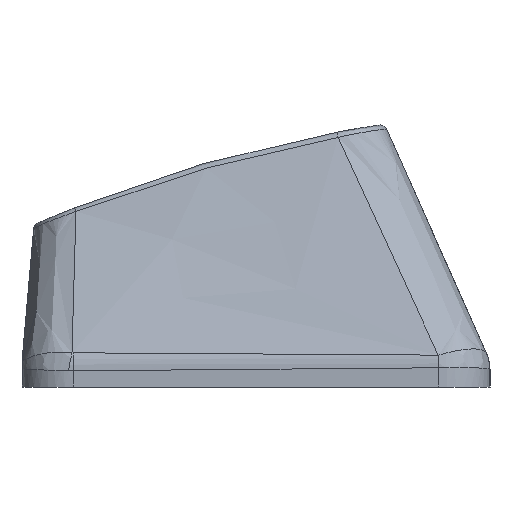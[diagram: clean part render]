
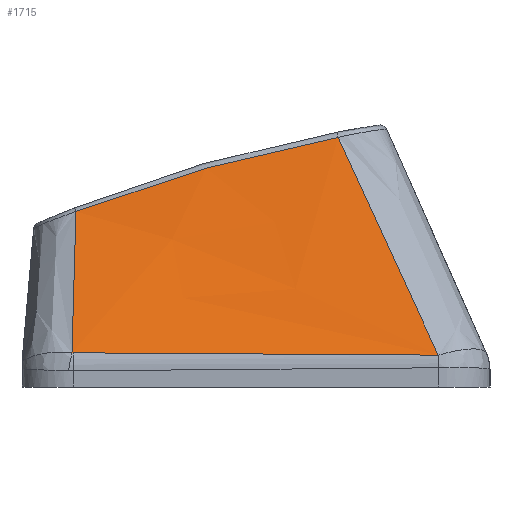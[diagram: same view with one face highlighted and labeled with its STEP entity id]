
A CAD part, left-side view. The second image highlights one B-rep face of the part: STEP entity #1715.
In plain terms, the highlighted free-form (B-spline) face has degree [3, 3] with [4, 4] control points.
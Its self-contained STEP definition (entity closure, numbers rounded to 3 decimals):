
#378=FACE_OUTER_BOUND('',#482,.T.);
#482=EDGE_LOOP('',(#1214,#1215,#1216,#1217,#1218));
#585=B_SPLINE_CURVE_WITH_KNOTS('',3,(#2551,#2552,#2553,#2554),
 .UNSPECIFIED.,.F.,.F.,(4,4),(0.,0.005),.UNSPECIFIED.);
#586=B_SPLINE_CURVE_WITH_KNOTS('',3,(#2574,#2575,#2576,#2577),
 .UNSPECIFIED.,.F.,.F.,(4,4),(-1.416,0.),
 .UNSPECIFIED.);
#602=B_SPLINE_CURVE_WITH_KNOTS('',3,(#2865,#2866,#2867,#2868),
 .UNSPECIFIED.,.F.,.F.,(4,4),(0.038,0.659),
 .UNSPECIFIED.);
#604=B_SPLINE_CURVE_WITH_KNOTS('',3,(#2892,#2893,#2894,#2895),
 .UNSPECIFIED.,.F.,.F.,(4,4),(-1.003,-0.027),
 .UNSPECIFIED.);
#605=B_SPLINE_CURVE_WITH_KNOTS('',3,(#2896,#2897,#2898,#2899),
 .UNSPECIFIED.,.F.,.F.,(4,4),(-1.057,0.),.UNSPECIFIED.);
#718=VERTEX_POINT('',#2519);
#720=VERTEX_POINT('',#2549);
#722=VERTEX_POINT('',#2572);
#738=VERTEX_POINT('',#2864);
#739=VERTEX_POINT('',#2891);
#894=EDGE_CURVE('',#720,#718,#585,.T.);
#896=EDGE_CURVE('',#722,#720,#586,.T.);
#925=EDGE_CURVE('',#718,#738,#602,.T.);
#927=EDGE_CURVE('',#739,#722,#604,.T.);
#928=EDGE_CURVE('',#738,#739,#605,.T.);
#1214=ORIENTED_EDGE('',*,*,#894,.F.);
#1215=ORIENTED_EDGE('',*,*,#896,.F.);
#1216=ORIENTED_EDGE('',*,*,#927,.F.);
#1217=ORIENTED_EDGE('',*,*,#928,.F.);
#1218=ORIENTED_EDGE('',*,*,#925,.F.);
#1680=B_SPLINE_SURFACE_WITH_KNOTS('',3,3,((#2875,#2876,#2877,#2878),(#2879,
#2880,#2881,#2882),(#2883,#2884,#2885,#2886),(#2887,#2888,#2889,#2890)),
 .UNSPECIFIED.,.F.,.F.,.F.,(4,4),(4,4),(0.107,0.895),
(0.027,0.978),.UNSPECIFIED.);
#1715=ADVANCED_FACE('',(#378),#1680,.T.);
#2519=CARTESIAN_POINT('',(-75.579,7.141,0.333));
#2549=CARTESIAN_POINT('',(-75.582,7.092,0.328));
#2551=CARTESIAN_POINT('Ctrl Pts',(-75.582,7.092,0.328));
#2552=CARTESIAN_POINT('Ctrl Pts',(-75.582,7.108,0.328));
#2553=CARTESIAN_POINT('Ctrl Pts',(-75.581,7.125,0.33));
#2554=CARTESIAN_POINT('Ctrl Pts',(-75.579,7.141,0.333));
#2572=CARTESIAN_POINT('',(-75.673,-7.074,0.238));
#2574=CARTESIAN_POINT('Ctrl Pts',(-75.673,-7.074,0.238));
#2575=CARTESIAN_POINT('Ctrl Pts',(-75.662,-2.354,0.253));
#2576=CARTESIAN_POINT('Ctrl Pts',(-75.652,2.365,0.275));
#2577=CARTESIAN_POINT('Ctrl Pts',(-75.582,7.092,0.328));
#2864=CARTESIAN_POINT('',(-72.731,6.988,5.809));
#2865=CARTESIAN_POINT('Ctrl Pts',(-75.579,7.141,0.333));
#2866=CARTESIAN_POINT('Ctrl Pts',(-74.618,7.068,2.154));
#2867=CARTESIAN_POINT('Ctrl Pts',(-73.669,7.013,3.98));
#2868=CARTESIAN_POINT('Ctrl Pts',(-72.731,6.988,5.809));
#2875=CARTESIAN_POINT('Ctrl Pts',(-75.673,7.139,0.157));
#2876=CARTESIAN_POINT('Ctrl Pts',(-74.686,7.164,2.023));
#2877=CARTESIAN_POINT('Ctrl Pts',(-73.7,7.189,3.89));
#2878=CARTESIAN_POINT('Ctrl Pts',(-72.714,7.214,5.756));
#2879=CARTESIAN_POINT('Ctrl Pts',(-75.673,2.404,0.193));
#2880=CARTESIAN_POINT('Ctrl Pts',(-74.686,2.845,2.5));
#2881=CARTESIAN_POINT('Ctrl Pts',(-73.7,3.286,4.807));
#2882=CARTESIAN_POINT('Ctrl Pts',(-72.714,3.726,7.114));
#2883=CARTESIAN_POINT('Ctrl Pts',(-75.673,-2.334,0.221));
#2884=CARTESIAN_POINT('Ctrl Pts',(-74.686,-1.523,2.855));
#2885=CARTESIAN_POINT('Ctrl Pts',(-73.7,-0.712,5.489));
#2886=CARTESIAN_POINT('Ctrl Pts',(-72.714,0.099,
8.123));
#2887=CARTESIAN_POINT('Ctrl Pts',(-75.673,-7.074,0.238));
#2888=CARTESIAN_POINT('Ctrl Pts',(-74.686,-5.914,3.08));
#2889=CARTESIAN_POINT('Ctrl Pts',(-73.7,-4.754,5.921));
#2890=CARTESIAN_POINT('Ctrl Pts',(-72.714,-3.593,8.762));
#2891=CARTESIAN_POINT('',(-72.714,-3.187,8.691));
#2892=CARTESIAN_POINT('Ctrl Pts',(-72.714,-3.187,8.691));
#2893=CARTESIAN_POINT('Ctrl Pts',(-73.709,-4.492,5.879));
#2894=CARTESIAN_POINT('Ctrl Pts',(-74.693,-5.786,3.06));
#2895=CARTESIAN_POINT('Ctrl Pts',(-75.673,-7.074,0.238));
#2896=CARTESIAN_POINT('Ctrl Pts',(-72.731,6.988,5.809));
#2897=CARTESIAN_POINT('Ctrl Pts',(-72.723,3.693,7.081));
#2898=CARTESIAN_POINT('Ctrl Pts',(-72.717,0.285,8.054));
#2899=CARTESIAN_POINT('Ctrl Pts',(-72.714,-3.187,8.691));
